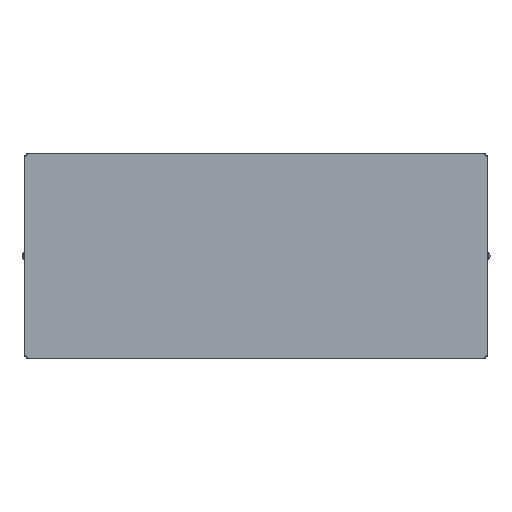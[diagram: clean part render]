
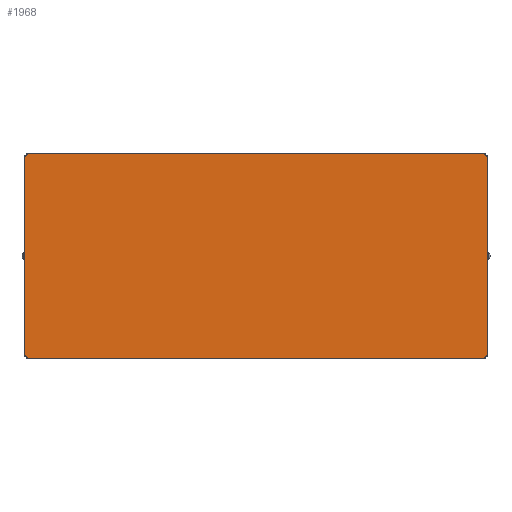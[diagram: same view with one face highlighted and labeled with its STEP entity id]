
A CAD part, top view. The second image highlights one B-rep face of the part: STEP entity #1968.
In plain terms, the highlighted planar face has unit normal (0, 0, 1).
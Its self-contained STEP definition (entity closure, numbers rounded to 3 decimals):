
#36=CARTESIAN_POINT('Line Origine',(0.,115.,30.)) ;
#40=CARTESIAN_POINT('Vertex',(-257.4,115.,30.)) ;
#42=CARTESIAN_POINT('Vertex',(257.4,115.,30.)) ;
#236=CARTESIAN_POINT('Vertex',(257.4,114.2,30.)) ;
#246=CARTESIAN_POINT('Line Origine',(257.4,114.6,30.)) ;
#270=CARTESIAN_POINT('Vertex',(-257.4,114.2,30.)) ;
#273=CARTESIAN_POINT('Line Origine',(-257.4,114.6,30.)) ;
#782=CARTESIAN_POINT('Line Origine',(260.,0.,30.)) ;
#786=CARTESIAN_POINT('Vertex',(260.,112.4,30.)) ;
#788=CARTESIAN_POINT('Vertex',(260.,-112.4,30.)) ;
#854=CARTESIAN_POINT('Vertex',(259.2,112.4,30.)) ;
#857=CARTESIAN_POINT('Line Origine',(259.6,112.4,30.)) ;
#948=CARTESIAN_POINT('Vertex',(-259.2,112.4,30.)) ;
#964=CARTESIAN_POINT('Vertex',(-260.,112.4,30.)) ;
#967=CARTESIAN_POINT('Line Origine',(-259.6,112.4,30.)) ;
#985=CARTESIAN_POINT('Line Origine',(-260.,0.,30.)) ;
#989=CARTESIAN_POINT('Vertex',(-260.,-112.4,30.)) ;
#1046=CARTESIAN_POINT('Vertex',(259.2,-112.4,30.)) ;
#1056=CARTESIAN_POINT('Line Origine',(259.6,-112.4,30.)) ;
#1078=CARTESIAN_POINT('Vertex',(257.4,-115.,30.)) ;
#1083=CARTESIAN_POINT('Line Origine',(0.,-115.,30.)) ;
#1087=CARTESIAN_POINT('Vertex',(-257.4,-115.,30.)) ;
#1260=CARTESIAN_POINT('Vertex',(-259.2,-112.4,30.)) ;
#1263=CARTESIAN_POINT('Line Origine',(-259.6,-112.4,30.)) ;
#1290=CARTESIAN_POINT('Vertex',(-257.4,-114.2,30.)) ;
#1300=CARTESIAN_POINT('Line Origine',(-257.4,-114.6,30.)) ;
#1324=CARTESIAN_POINT('Vertex',(257.4,-114.2,30.)) ;
#1327=CARTESIAN_POINT('Line Origine',(257.4,-114.6,30.)) ;
#1674=CARTESIAN_POINT('Vertex',(258.4,-114.2,30.)) ;
#1677=CARTESIAN_POINT('Line Origine',(257.9,-114.2,30.)) ;
#1689=CARTESIAN_POINT('Line Origine',(-257.9,-114.2,30.)) ;
#1693=CARTESIAN_POINT('Vertex',(-258.4,-114.2,30.)) ;
#1717=CARTESIAN_POINT('Vertex',(-259.2,-113.4,30.)) ;
#1720=CARTESIAN_POINT('Line Origine',(-259.2,-112.9,30.)) ;
#1732=CARTESIAN_POINT('Line Origine',(-259.2,112.9,30.)) ;
#1736=CARTESIAN_POINT('Vertex',(-259.2,113.4,30.)) ;
#1760=CARTESIAN_POINT('Vertex',(-258.4,114.2,30.)) ;
#1763=CARTESIAN_POINT('Line Origine',(-257.9,114.2,30.)) ;
#1775=CARTESIAN_POINT('Line Origine',(257.9,114.2,30.)) ;
#1779=CARTESIAN_POINT('Vertex',(258.4,114.2,30.)) ;
#1803=CARTESIAN_POINT('Vertex',(259.2,113.4,30.)) ;
#1806=CARTESIAN_POINT('Line Origine',(259.2,112.9,30.)) ;
#1818=CARTESIAN_POINT('Line Origine',(259.2,-112.9,30.)) ;
#1822=CARTESIAN_POINT('Vertex',(259.2,-113.4,30.)) ;
#1885=CARTESIAN_POINT('Axis2P3D Location',(-260.,0.,30.)) ;
#1890=CARTESIAN_POINT('Line Origine',(-258.4,113.8,30.)) ;
#1894=CARTESIAN_POINT('Vertex',(-258.4,113.4,30.)) ;
#1897=CARTESIAN_POINT('Line Origine',(-258.8,113.4,30.)) ;
#1902=CARTESIAN_POINT('Line Origine',(-258.8,-113.4,30.)) ;
#1906=CARTESIAN_POINT('Vertex',(-258.4,-113.4,30.)) ;
#1909=CARTESIAN_POINT('Line Origine',(-258.4,-113.8,30.)) ;
#1914=CARTESIAN_POINT('Line Origine',(258.4,-113.8,30.)) ;
#1918=CARTESIAN_POINT('Vertex',(258.4,-113.4,30.)) ;
#1921=CARTESIAN_POINT('Line Origine',(258.8,-113.4,30.)) ;
#1926=CARTESIAN_POINT('Line Origine',(258.8,113.4,30.)) ;
#1930=CARTESIAN_POINT('Vertex',(258.4,113.4,30.)) ;
#1933=CARTESIAN_POINT('Line Origine',(258.4,113.8,30.)) ;
#38=VECTOR('Line Direction',#37,1.) ;
#248=VECTOR('Line Direction',#247,1.) ;
#275=VECTOR('Line Direction',#274,1.) ;
#784=VECTOR('Line Direction',#783,1.) ;
#859=VECTOR('Line Direction',#858,1.) ;
#969=VECTOR('Line Direction',#968,1.) ;
#987=VECTOR('Line Direction',#986,1.) ;
#1058=VECTOR('Line Direction',#1057,1.) ;
#1085=VECTOR('Line Direction',#1084,1.) ;
#1265=VECTOR('Line Direction',#1264,1.) ;
#1302=VECTOR('Line Direction',#1301,1.) ;
#1329=VECTOR('Line Direction',#1328,1.) ;
#1679=VECTOR('Line Direction',#1678,1.) ;
#1691=VECTOR('Line Direction',#1690,1.) ;
#1722=VECTOR('Line Direction',#1721,1.) ;
#1734=VECTOR('Line Direction',#1733,1.) ;
#1765=VECTOR('Line Direction',#1764,1.) ;
#1777=VECTOR('Line Direction',#1776,1.) ;
#1808=VECTOR('Line Direction',#1807,1.) ;
#1820=VECTOR('Line Direction',#1819,1.) ;
#1892=VECTOR('Line Direction',#1891,1.) ;
#1899=VECTOR('Line Direction',#1898,1.) ;
#1904=VECTOR('Line Direction',#1903,1.) ;
#1911=VECTOR('Line Direction',#1910,1.) ;
#1916=VECTOR('Line Direction',#1915,1.) ;
#1923=VECTOR('Line Direction',#1922,1.) ;
#1928=VECTOR('Line Direction',#1927,1.) ;
#1935=VECTOR('Line Direction',#1934,1.) ;
#37=DIRECTION('Vector Direction',(1.,0.,0.)) ;
#247=DIRECTION('Vector Direction',(0.,-1.,0.)) ;
#274=DIRECTION('Vector Direction',(0.,-1.,0.)) ;
#783=DIRECTION('Vector Direction',(0.,-1.,0.)) ;
#858=DIRECTION('Vector Direction',(1.,0.,0.)) ;
#968=DIRECTION('Vector Direction',(1.,0.,0.)) ;
#986=DIRECTION('Vector Direction',(0.,-1.,0.)) ;
#1057=DIRECTION('Vector Direction',(1.,0.,0.)) ;
#1084=DIRECTION('Vector Direction',(1.,0.,0.)) ;
#1264=DIRECTION('Vector Direction',(1.,0.,0.)) ;
#1301=DIRECTION('Vector Direction',(0.,-1.,0.)) ;
#1328=DIRECTION('Vector Direction',(0.,-1.,0.)) ;
#1678=DIRECTION('Vector Direction',(-1.,0.,0.)) ;
#1690=DIRECTION('Vector Direction',(-1.,0.,0.)) ;
#1721=DIRECTION('Vector Direction',(0.,1.,0.)) ;
#1733=DIRECTION('Vector Direction',(0.,1.,0.)) ;
#1764=DIRECTION('Vector Direction',(-1.,0.,0.)) ;
#1776=DIRECTION('Vector Direction',(-1.,0.,0.)) ;
#1807=DIRECTION('Vector Direction',(0.,1.,0.)) ;
#1819=DIRECTION('Vector Direction',(0.,1.,0.)) ;
#1886=DIRECTION('Axis2P3D Direction',(0.,0.,-1.)) ;
#1887=DIRECTION('Axis2P3D XDirection',(1.,0.,0.)) ;
#1891=DIRECTION('Vector Direction',(0.,1.,0.)) ;
#1898=DIRECTION('Vector Direction',(1.,0.,0.)) ;
#1903=DIRECTION('Vector Direction',(-1.,0.,0.)) ;
#1910=DIRECTION('Vector Direction',(0.,1.,0.)) ;
#1915=DIRECTION('Vector Direction',(0.,1.,0.)) ;
#1922=DIRECTION('Vector Direction',(-1.,0.,0.)) ;
#1927=DIRECTION('Vector Direction',(1.,0.,0.)) ;
#1934=DIRECTION('Vector Direction',(0.,1.,0.)) ;
#1888=AXIS2_PLACEMENT_3D('Plane Axis2P3D',#1885,#1886,#1887) ;
#39=LINE('Line',#36,#38) ;
#249=LINE('Line',#246,#248) ;
#276=LINE('Line',#273,#275) ;
#785=LINE('Line',#782,#784) ;
#860=LINE('Line',#857,#859) ;
#970=LINE('Line',#967,#969) ;
#988=LINE('Line',#985,#987) ;
#1059=LINE('Line',#1056,#1058) ;
#1086=LINE('Line',#1083,#1085) ;
#1266=LINE('Line',#1263,#1265) ;
#1303=LINE('Line',#1300,#1302) ;
#1330=LINE('Line',#1327,#1329) ;
#1680=LINE('Line',#1677,#1679) ;
#1692=LINE('Line',#1689,#1691) ;
#1723=LINE('Line',#1720,#1722) ;
#1735=LINE('Line',#1732,#1734) ;
#1766=LINE('Line',#1763,#1765) ;
#1778=LINE('Line',#1775,#1777) ;
#1809=LINE('Line',#1806,#1808) ;
#1821=LINE('Line',#1818,#1820) ;
#1893=LINE('Line',#1890,#1892) ;
#1900=LINE('Line',#1897,#1899) ;
#1905=LINE('Line',#1902,#1904) ;
#1912=LINE('Line',#1909,#1911) ;
#1917=LINE('Line',#1914,#1916) ;
#1924=LINE('Line',#1921,#1923) ;
#1929=LINE('Line',#1926,#1928) ;
#1936=LINE('Line',#1933,#1935) ;
#1889=PLANE('',#1888) ;
#44=EDGE_CURVE('',#41,#43,#39,.T.) ;
#250=EDGE_CURVE('',#43,#237,#249,.T.) ;
#277=EDGE_CURVE('',#41,#271,#276,.T.) ;
#790=EDGE_CURVE('',#787,#789,#785,.T.) ;
#861=EDGE_CURVE('',#787,#855,#860,.F.) ;
#971=EDGE_CURVE('',#965,#949,#970,.T.) ;
#991=EDGE_CURVE('',#965,#990,#988,.T.) ;
#1060=EDGE_CURVE('',#789,#1047,#1059,.F.) ;
#1089=EDGE_CURVE('',#1088,#1079,#1086,.T.) ;
#1267=EDGE_CURVE('',#990,#1261,#1266,.T.) ;
#1304=EDGE_CURVE('',#1088,#1291,#1303,.F.) ;
#1331=EDGE_CURVE('',#1079,#1325,#1330,.F.) ;
#1681=EDGE_CURVE('',#1675,#1325,#1680,.T.) ;
#1695=EDGE_CURVE('',#1291,#1694,#1692,.T.) ;
#1724=EDGE_CURVE('',#1718,#1261,#1723,.T.) ;
#1738=EDGE_CURVE('',#949,#1737,#1735,.T.) ;
#1767=EDGE_CURVE('',#271,#1761,#1766,.T.) ;
#1781=EDGE_CURVE('',#1780,#237,#1778,.T.) ;
#1810=EDGE_CURVE('',#855,#1804,#1809,.T.) ;
#1824=EDGE_CURVE('',#1823,#1047,#1821,.T.) ;
#1896=EDGE_CURVE('',#1895,#1761,#1893,.T.) ;
#1901=EDGE_CURVE('',#1737,#1895,#1900,.T.) ;
#1908=EDGE_CURVE('',#1907,#1718,#1905,.T.) ;
#1913=EDGE_CURVE('',#1694,#1907,#1912,.T.) ;
#1920=EDGE_CURVE('',#1675,#1919,#1917,.T.) ;
#1925=EDGE_CURVE('',#1823,#1919,#1924,.T.) ;
#1932=EDGE_CURVE('',#1931,#1804,#1929,.T.) ;
#1937=EDGE_CURVE('',#1931,#1780,#1936,.T.) ;
#1939=ORIENTED_EDGE('',*,*,#277,.T.) ;
#1940=ORIENTED_EDGE('',*,*,#1767,.T.) ;
#1941=ORIENTED_EDGE('',*,*,#1896,.F.) ;
#1942=ORIENTED_EDGE('',*,*,#1901,.F.) ;
#1943=ORIENTED_EDGE('',*,*,#1738,.F.) ;
#1944=ORIENTED_EDGE('',*,*,#971,.F.) ;
#1945=ORIENTED_EDGE('',*,*,#991,.T.) ;
#1946=ORIENTED_EDGE('',*,*,#1267,.T.) ;
#1947=ORIENTED_EDGE('',*,*,#1724,.F.) ;
#1948=ORIENTED_EDGE('',*,*,#1908,.F.) ;
#1949=ORIENTED_EDGE('',*,*,#1913,.F.) ;
#1950=ORIENTED_EDGE('',*,*,#1695,.F.) ;
#1951=ORIENTED_EDGE('',*,*,#1304,.F.) ;
#1952=ORIENTED_EDGE('',*,*,#1089,.T.) ;
#1953=ORIENTED_EDGE('',*,*,#1331,.T.) ;
#1954=ORIENTED_EDGE('',*,*,#1681,.F.) ;
#1955=ORIENTED_EDGE('',*,*,#1920,.T.) ;
#1956=ORIENTED_EDGE('',*,*,#1925,.F.) ;
#1957=ORIENTED_EDGE('',*,*,#1824,.T.) ;
#1958=ORIENTED_EDGE('',*,*,#1060,.F.) ;
#1959=ORIENTED_EDGE('',*,*,#790,.F.) ;
#1960=ORIENTED_EDGE('',*,*,#861,.T.) ;
#1961=ORIENTED_EDGE('',*,*,#1810,.T.) ;
#1962=ORIENTED_EDGE('',*,*,#1932,.F.) ;
#1963=ORIENTED_EDGE('',*,*,#1937,.T.) ;
#1964=ORIENTED_EDGE('',*,*,#1781,.T.) ;
#1965=ORIENTED_EDGE('',*,*,#250,.F.) ;
#1966=ORIENTED_EDGE('',*,*,#44,.F.) ;
#1938=EDGE_LOOP('',(#1939,#1940,#1941,#1942,#1943,#1944,#1945,#1946,#1947,#1948,#1949,#1950,#1951,#1952,#1953,#1954,#1955,#1956,#1957,#1958,#1959,#1960,#1961,#1962,#1963,#1964,#1965,#1966)) ;
#41=VERTEX_POINT('',#40) ;
#43=VERTEX_POINT('',#42) ;
#237=VERTEX_POINT('',#236) ;
#271=VERTEX_POINT('',#270) ;
#787=VERTEX_POINT('',#786) ;
#789=VERTEX_POINT('',#788) ;
#855=VERTEX_POINT('',#854) ;
#949=VERTEX_POINT('',#948) ;
#965=VERTEX_POINT('',#964) ;
#990=VERTEX_POINT('',#989) ;
#1047=VERTEX_POINT('',#1046) ;
#1079=VERTEX_POINT('',#1078) ;
#1088=VERTEX_POINT('',#1087) ;
#1261=VERTEX_POINT('',#1260) ;
#1291=VERTEX_POINT('',#1290) ;
#1325=VERTEX_POINT('',#1324) ;
#1675=VERTEX_POINT('',#1674) ;
#1694=VERTEX_POINT('',#1693) ;
#1718=VERTEX_POINT('',#1717) ;
#1737=VERTEX_POINT('',#1736) ;
#1761=VERTEX_POINT('',#1760) ;
#1780=VERTEX_POINT('',#1779) ;
#1804=VERTEX_POINT('',#1803) ;
#1823=VERTEX_POINT('',#1822) ;
#1895=VERTEX_POINT('',#1894) ;
#1907=VERTEX_POINT('',#1906) ;
#1919=VERTEX_POINT('',#1918) ;
#1931=VERTEX_POINT('',#1930) ;
#1968=ADVANCED_FACE('PartBody',(#1967),#1889,.F.) ;
#1967=FACE_OUTER_BOUND('',#1938,.T.) ;
